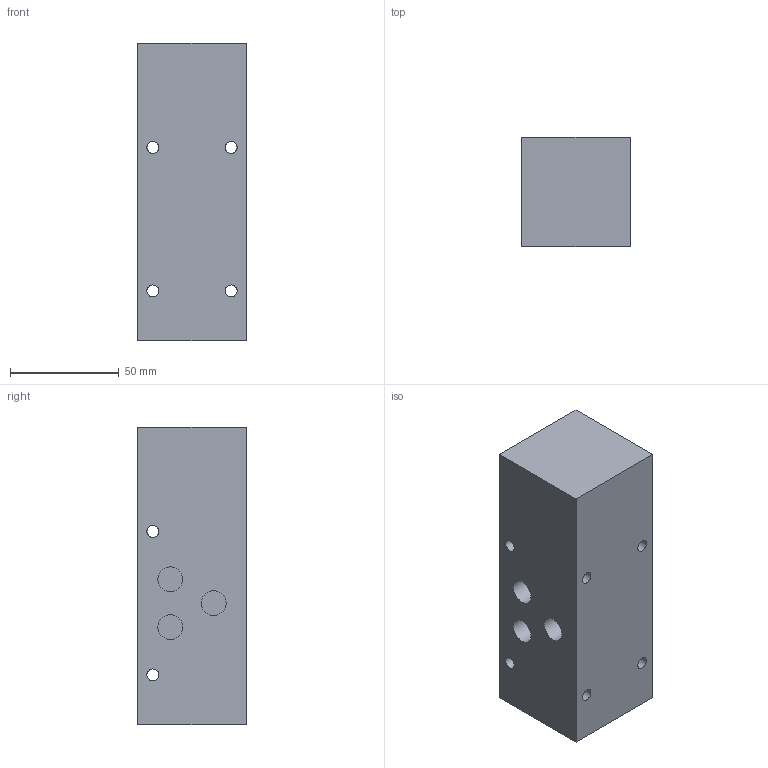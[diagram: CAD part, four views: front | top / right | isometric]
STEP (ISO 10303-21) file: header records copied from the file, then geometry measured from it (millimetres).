
FILE_DESCRIPTION (( 'STEP AP214' ), '1' );
FILE_NAME ('SZ-14-510_Airtec.step', '2018-11-27T10:16:57', ( '' ), ( '' ), 'SwSTEP 2.0', 'SolidWorks 2010', '' );
FILE_SCHEMA (( 'AUTOMOTIVE_DESIGN' ));
Length unit declared in the file: millimetre
Products named in the file (1): SZ-14-510_Airtec
Bounding box: 50 x 50 x 137 mm (x, y, z)
Volume: 326662.7 mm3; surface area: 40156.8 mm2
Topology: 1 solids, 1 shells, 238 faces, 650 edges, 426 vertices
Faces by surface type: plane 214, cylinder 24
Full cylindrical faces by diameter (mm): 5.5 x14, 8.566 x2, 11.445 x8
Entity records: 7306 total; most frequent: CARTESIAN_POINT 1335, ORIENTED_EDGE 1248, DIRECTION 1118, EDGE_CURVE 624, LINE 576, VECTOR 576, VERTEX_POINT 424, EDGE_LOOP 294
